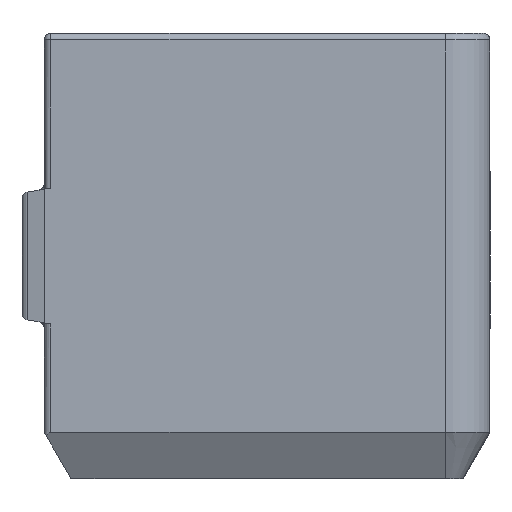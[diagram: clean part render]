
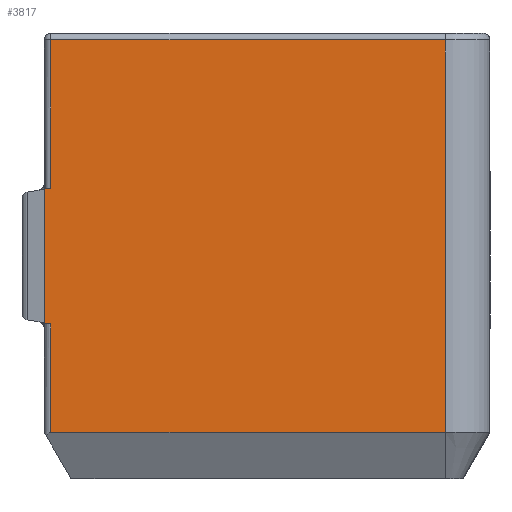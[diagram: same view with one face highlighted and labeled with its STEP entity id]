
A CAD part, left-side view. The second image highlights one B-rep face of the part: STEP entity #3817.
In plain terms, the highlighted planar face has unit normal (-1, 0, 0).
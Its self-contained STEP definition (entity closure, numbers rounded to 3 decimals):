
#363=FACE_OUTER_BOUND('',#602,.T.);
#602=EDGE_LOOP('',(#2625,#2626,#2627,#2628,#2629,#2630,#2631,#2632));
#1077=LINE('',#6133,#1319);
#1078=LINE('',#6137,#1320);
#1079=LINE('',#6139,#1321);
#1080=LINE('',#6141,#1322);
#1081=LINE('',#6143,#1323);
#1082=LINE('',#6145,#1324);
#1083=LINE('',#6147,#1325);
#1084=LINE('',#6148,#1326);
#1319=VECTOR('',#4631,10.);
#1320=VECTOR('',#4636,10.);
#1321=VECTOR('',#4637,10.);
#1322=VECTOR('',#4638,10.);
#1323=VECTOR('',#4639,10.);
#1324=VECTOR('',#4640,10.);
#1325=VECTOR('',#4641,10.);
#1326=VECTOR('',#4642,10.);
#1581=VERTEX_POINT('',#6130);
#1582=VERTEX_POINT('',#6132);
#1583=VERTEX_POINT('',#6136);
#1584=VERTEX_POINT('',#6138);
#1585=VERTEX_POINT('',#6140);
#1586=VERTEX_POINT('',#6142);
#1587=VERTEX_POINT('',#6144);
#1588=VERTEX_POINT('',#6146);
#1977=EDGE_CURVE('',#1581,#1582,#1077,.T.);
#1979=EDGE_CURVE('',#1582,#1583,#1078,.T.);
#1980=EDGE_CURVE('',#1584,#1581,#1079,.T.);
#1981=EDGE_CURVE('',#1584,#1585,#1080,.T.);
#1982=EDGE_CURVE('',#1586,#1585,#1081,.T.);
#1983=EDGE_CURVE('',#1587,#1586,#1082,.T.);
#1984=EDGE_CURVE('',#1588,#1587,#1083,.T.);
#1985=EDGE_CURVE('',#1583,#1588,#1084,.T.);
#2625=ORIENTED_EDGE('',*,*,#1979,.F.);
#2626=ORIENTED_EDGE('',*,*,#1977,.F.);
#2627=ORIENTED_EDGE('',*,*,#1980,.F.);
#2628=ORIENTED_EDGE('',*,*,#1981,.T.);
#2629=ORIENTED_EDGE('',*,*,#1982,.F.);
#2630=ORIENTED_EDGE('',*,*,#1983,.F.);
#2631=ORIENTED_EDGE('',*,*,#1984,.F.);
#2632=ORIENTED_EDGE('',*,*,#1985,.F.);
#3718=PLANE('',#4095);
#3817=ADVANCED_FACE('',(#363),#3718,.T.);
#4095=AXIS2_PLACEMENT_3D('',#6135,#4634,#4635);
#4631=DIRECTION('',(0.,0.,1.));
#4634=DIRECTION('center_axis',(-1.,0.,0.));
#4635=DIRECTION('ref_axis',(0.,-1.,0.));
#4636=DIRECTION('',(0.,0.985,0.174));
#4637=DIRECTION('',(0.,1.,0.));
#4638=DIRECTION('',(0.,0.,1.));
#4639=DIRECTION('',(0.,-1.,0.));
#4640=DIRECTION('',(0.,0.,1.));
#4641=DIRECTION('',(0.,-0.985,0.174));
#4642=DIRECTION('',(0.,0.,1.));
#6130=CARTESIAN_POINT('',(0.,13.692,2.071));
#6132=CARTESIAN_POINT('',(0.,13.692,6.939));
#6133=CARTESIAN_POINT('',(0.,13.692,-0.008));
#6135=CARTESIAN_POINT('Origin',(0.,13.992,
-0.008));
#6136=CARTESIAN_POINT('',(0.,13.992,6.992));
#6137=CARTESIAN_POINT('',(0.,13.394,6.887));
#6138=CARTESIAN_POINT('',(0.,-4.008,2.071));
#6139=CARTESIAN_POINT('',(0.,8.992,2.071));
#6140=CARTESIAN_POINT('',(0.,-4.008,19.692));
#6141=CARTESIAN_POINT('',(0.,-4.008,-0.008));
#6142=CARTESIAN_POINT('',(0.,13.692,19.692));
#6143=CARTESIAN_POINT('',(0.,8.992,19.692));
#6144=CARTESIAN_POINT('',(0.,13.692,13.045));
#6145=CARTESIAN_POINT('',(0.,13.692,-0.008));
#6146=CARTESIAN_POINT('',(0.,13.992,12.992));
#6147=CARTESIAN_POINT('',(0.,15.104,12.796));
#6148=CARTESIAN_POINT('',(0.,13.992,-0.008));
